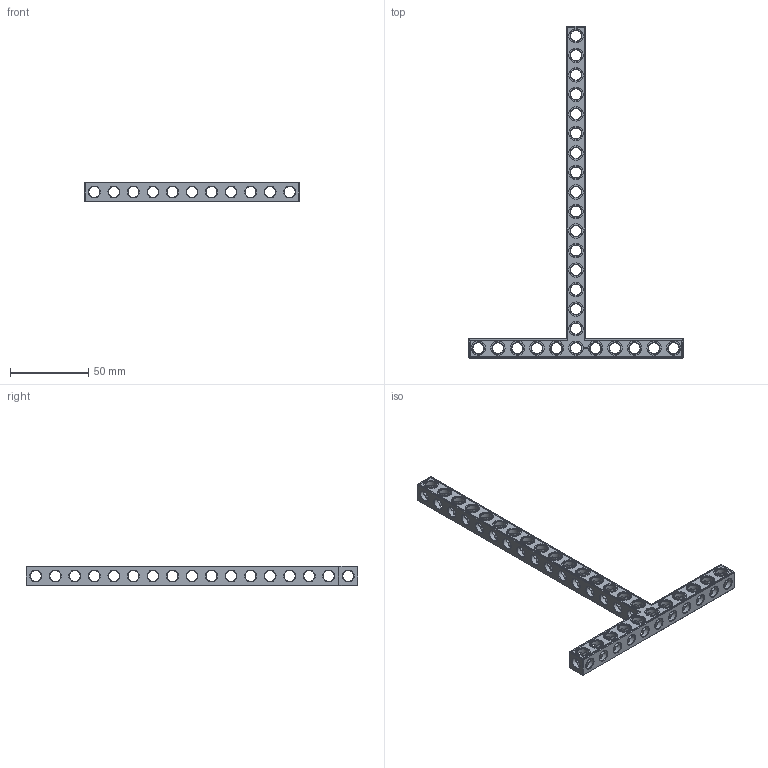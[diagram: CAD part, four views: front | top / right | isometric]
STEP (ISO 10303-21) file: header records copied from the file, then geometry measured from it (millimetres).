
FILE_DESCRIPTION(('FreeCAD Model'),'2;1');
FILE_NAME('Open CASCADE Shape Model','2022-01-28T12:10:15',( 'Paulo Kiefe'),('STEMFIE.org'),'Open CASCADE STEP processor 7.4', 'FreeCAD','Unknown');
FILE_SCHEMA(('AUTOMOTIVE_DESIGN { 1 0 10303 214 1 1 1 1 }'));
Products named in the file (1): Beam_TSH_SYM_ESS_BU11x17x01_-_SPN-BEM-1091_(stemfie.org)
Bounding box: 137.5 x 212.5 x 12.5 mm (x, y, z)
Volume: 26370.9 mm3; surface area: 23618.3 mm2
Topology: 1 solids, 1 shells, 820 faces, 2539 edges, 1673 vertices
Faces by surface type: plane 405, cylinder 163, extrusion 142, cone 110
Full cylindrical faces by diameter (mm): 6.98 x12, 7 x124, 9.2 x27
Entity records: 93268 total; most frequent: CARTESIAN_POINT 45872, DIRECTION 7739, ORIENTED_EDGE 5078, PCURVE 5078, DEFINITIONAL_REPRESENTATION 5078, VECTOR 4880, LINE 4738, EDGE_CURVE 2539
